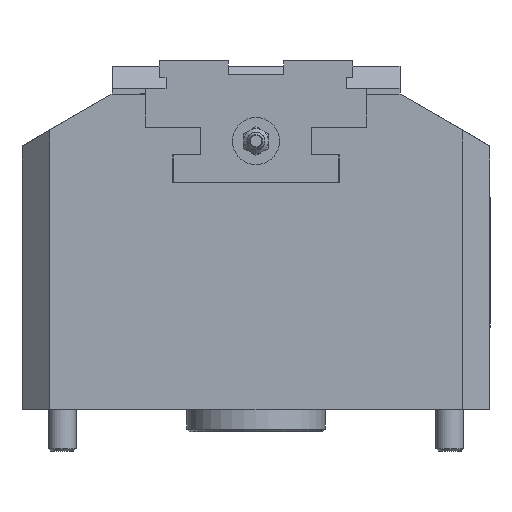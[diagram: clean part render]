
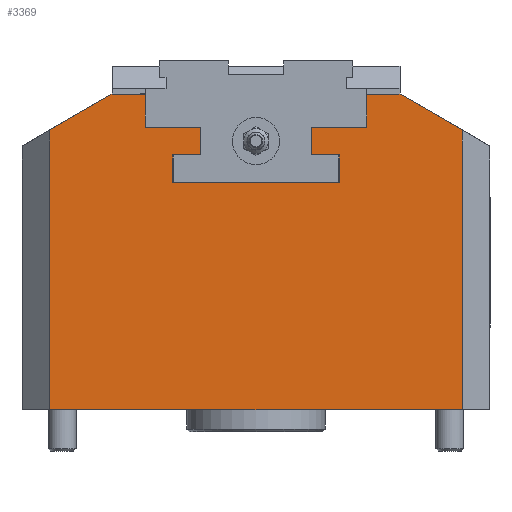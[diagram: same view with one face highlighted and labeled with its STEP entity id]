
A CAD part, front view. The second image highlights one B-rep face of the part: STEP entity #3369.
In plain terms, the highlighted planar face has unit normal (0, -1, 0).
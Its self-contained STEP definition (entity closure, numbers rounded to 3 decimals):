
#2511=CARTESIAN_POINT('',(30.,-125.0,19.));
#2512=VERTEX_POINT('',#2511);
#2519=CARTESIAN_POINT('',(30.0,-125.0,29.));
#2520=VERTEX_POINT('',#2519);
#2521=CARTESIAN_POINT('',(30.,-125.0,29.));
#2522=DIRECTION('',(0.0,0.0,-1.0));
#2523=VECTOR('',#2522,10.0);
#2524=LINE('',#2521,#2523);
#2525=EDGE_CURVE('',#2520,#2512,#2524,.T.);
#2543=CARTESIAN_POINT('',(29.95,-125.0,19.));
#2544=VERTEX_POINT('',#2543);
#2551=CARTESIAN_POINT('',(30.,-125.0,19.));
#2552=DIRECTION('',(-1.0,0.0,0.0));
#2553=VECTOR('',#2552,0.05);
#2554=LINE('',#2551,#2553);
#2555=EDGE_CURVE('',#2512,#2544,#2554,.T.);
#2598=CARTESIAN_POINT('',(-30.0,-125.0,19.));
#2599=VERTEX_POINT('',#2598);
#2606=CARTESIAN_POINT('',(-29.95,-125.0,19.));
#2607=VERTEX_POINT('',#2606);
#2608=CARTESIAN_POINT('',(-29.95,-125.,19.));
#2609=DIRECTION('',(-1.0,0.0,0.0));
#2610=VECTOR('',#2609,0.05);
#2611=LINE('',#2608,#2610);
#2612=EDGE_CURVE('',#2607,#2599,#2611,.T.);
#2644=CARTESIAN_POINT('',(-30.0,-125.0,29.));
#2645=VERTEX_POINT('',#2644);
#2652=CARTESIAN_POINT('',(-30.0,-125.0,19.));
#2653=DIRECTION('',(0.0,0.0,1.0));
#2654=VECTOR('',#2653,10.0);
#2655=LINE('',#2652,#2654);
#2656=EDGE_CURVE('',#2599,#2645,#2655,.T.);
#2693=CARTESIAN_POINT('',(-20.,-125.0,39.));
#2694=VERTEX_POINT('',#2693);
#2701=CARTESIAN_POINT('',(-20.0,-125.0,29.));
#2702=VERTEX_POINT('',#2701);
#2703=CARTESIAN_POINT('',(-20.,-125.0,29.));
#2704=DIRECTION('',(0.0,0.0,1.0));
#2705=VECTOR('',#2704,10.0);
#2706=LINE('',#2703,#2705);
#2707=EDGE_CURVE('',#2702,#2694,#2706,.T.);
#2765=CARTESIAN_POINT('',(20.0,-125.0,29.));
#2766=VERTEX_POINT('',#2765);
#2773=CARTESIAN_POINT('',(20.0,-125.0,39.));
#2774=VERTEX_POINT('',#2773);
#2775=CARTESIAN_POINT('',(20.0,-125.0,39.));
#2776=DIRECTION('',(0.0,0.0,-1.0));
#2777=VECTOR('',#2776,10.);
#2778=LINE('',#2775,#2777);
#2779=EDGE_CURVE('',#2774,#2766,#2778,.T.);
#3063=CARTESIAN_POINT('',(-74.5,-125.,38.01));
#3064=VERTEX_POINT('',#3063);
#3072=CARTESIAN_POINT('',(-74.5,-125.,-63.0));
#3073=VERTEX_POINT('',#3072);
#3080=CARTESIAN_POINT('',(-74.5,-125.,-63.0));
#3081=DIRECTION('',(0.0,0.0,1.0));
#3082=VECTOR('',#3081,101.01);
#3083=LINE('',#3080,#3082);
#3084=EDGE_CURVE('',#3073,#3064,#3083,.T.);
#3245=CARTESIAN_POINT('',(107.703,-125.,51.));
#3246=DIRECTION('',(0.0,1.0,0.0));
#3247=DIRECTION('',(0.0,0.0,1.0));
#3248=AXIS2_PLACEMENT_3D('',#3245,#3246,#3247);
#3249=PLANE('',#3248);
#3250=CARTESIAN_POINT('',(74.5,-125.,38.01));
#3251=VERTEX_POINT('',#3250);
#3252=CARTESIAN_POINT('',(52.,-125.,51.));
#3253=VERTEX_POINT('',#3252);
#3254=CARTESIAN_POINT('',(74.5,-125.,38.01));
#3255=DIRECTION('',(-0.866,0.0,0.5));
#3256=VECTOR('',#3255,25.981);
#3257=LINE('',#3254,#3256);
#3258=EDGE_CURVE('',#3251,#3253,#3257,.T.);
#3259=ORIENTED_EDGE('',*,*,#3258,.T.);
#3260=CARTESIAN_POINT('',(40.0,-125.0,51.));
#3261=VERTEX_POINT('',#3260);
#3262=CARTESIAN_POINT('',(40.0,-125.0,51.));
#3263=DIRECTION('',(1.0,0.0,0.0));
#3264=VECTOR('',#3263,12.);
#3265=LINE('',#3262,#3264);
#3266=EDGE_CURVE('',#3261,#3253,#3265,.T.);
#3267=ORIENTED_EDGE('',*,*,#3266,.F.);
#3268=CARTESIAN_POINT('',(40.,-125.0,39.));
#3269=VERTEX_POINT('',#3268);
#3270=CARTESIAN_POINT('',(40.0,-125.0,51.));
#3271=DIRECTION('',(0.0,0.0,-1.0));
#3272=VECTOR('',#3271,12.0);
#3273=LINE('',#3270,#3272);
#3274=EDGE_CURVE('',#3261,#3269,#3273,.T.);
#3275=ORIENTED_EDGE('',*,*,#3274,.T.);
#3276=CARTESIAN_POINT('',(40.,-125.,39.));
#3277=DIRECTION('',(-1.0,0.0,0.0));
#3278=VECTOR('',#3277,20.);
#3279=LINE('',#3276,#3278);
#3280=EDGE_CURVE('',#3269,#2774,#3279,.T.);
#3281=ORIENTED_EDGE('',*,*,#3280,.T.);
#3282=ORIENTED_EDGE('',*,*,#2779,.T.);
#3283=CARTESIAN_POINT('',(29.95,-125.,29.));
#3284=VERTEX_POINT('',#3283);
#3285=CARTESIAN_POINT('',(20.,-125.0,29.));
#3286=DIRECTION('',(1.0,0.0,0.0));
#3287=VECTOR('',#3286,9.95);
#3288=LINE('',#3285,#3287);
#3289=EDGE_CURVE('',#2766,#3284,#3288,.T.);
#3290=ORIENTED_EDGE('',*,*,#3289,.T.);
#3291=CARTESIAN_POINT('',(29.95,-125.,29.));
#3292=DIRECTION('',(1.0,0.0,0.0));
#3293=VECTOR('',#3292,0.05);
#3294=LINE('',#3291,#3293);
#3295=EDGE_CURVE('',#3284,#2520,#3294,.T.);
#3296=ORIENTED_EDGE('',*,*,#3295,.T.);
#3297=ORIENTED_EDGE('',*,*,#2525,.T.);
#3298=ORIENTED_EDGE('',*,*,#2555,.T.);
#3299=CARTESIAN_POINT('',(29.95,-125.0,19.));
#3300=DIRECTION('',(-1.0,0.0,0.0));
#3301=VECTOR('',#3300,59.9);
#3302=LINE('',#3299,#3301);
#3303=EDGE_CURVE('',#2544,#2607,#3302,.T.);
#3304=ORIENTED_EDGE('',*,*,#3303,.T.);
#3305=ORIENTED_EDGE('',*,*,#2612,.T.);
#3306=ORIENTED_EDGE('',*,*,#2656,.T.);
#3307=CARTESIAN_POINT('',(-29.95,-125.0,29.));
#3308=VERTEX_POINT('',#3307);
#3309=CARTESIAN_POINT('',(-30.,-125.,29.));
#3310=DIRECTION('',(1.0,0.0,0.0));
#3311=VECTOR('',#3310,0.05);
#3312=LINE('',#3309,#3311);
#3313=EDGE_CURVE('',#2645,#3308,#3312,.T.);
#3314=ORIENTED_EDGE('',*,*,#3313,.T.);
#3315=CARTESIAN_POINT('',(-29.95,-125.,29.));
#3316=DIRECTION('',(1.0,0.0,0.0));
#3317=VECTOR('',#3316,9.95);
#3318=LINE('',#3315,#3317);
#3319=EDGE_CURVE('',#3308,#2702,#3318,.T.);
#3320=ORIENTED_EDGE('',*,*,#3319,.T.);
#3321=ORIENTED_EDGE('',*,*,#2707,.T.);
#3322=CARTESIAN_POINT('',(-40.0,-125.,39.));
#3323=VERTEX_POINT('',#3322);
#3324=CARTESIAN_POINT('',(-20.,-125.,39.));
#3325=DIRECTION('',(-1.0,0.0,0.0));
#3326=VECTOR('',#3325,20.0);
#3327=LINE('',#3324,#3326);
#3328=EDGE_CURVE('',#2694,#3323,#3327,.T.);
#3329=ORIENTED_EDGE('',*,*,#3328,.T.);
#3330=CARTESIAN_POINT('',(-40.,-125.,51.));
#3331=VERTEX_POINT('',#3330);
#3332=CARTESIAN_POINT('',(-40.,-125.0,39.));
#3333=DIRECTION('',(0.0,0.0,1.0));
#3334=VECTOR('',#3333,12.);
#3335=LINE('',#3332,#3334);
#3336=EDGE_CURVE('',#3323,#3331,#3335,.T.);
#3337=ORIENTED_EDGE('',*,*,#3336,.T.);
#3338=CARTESIAN_POINT('',(-52.,-125.0,51.));
#3339=VERTEX_POINT('',#3338);
#3340=CARTESIAN_POINT('',(-52.,-125.,51.));
#3341=DIRECTION('',(1.0,0.0,0.0));
#3342=VECTOR('',#3341,12.0);
#3343=LINE('',#3340,#3342);
#3344=EDGE_CURVE('',#3339,#3331,#3343,.T.);
#3345=ORIENTED_EDGE('',*,*,#3344,.F.);
#3346=CARTESIAN_POINT('',(-52.,-125.,51.));
#3347=DIRECTION('',(-0.866,0.0,-0.5));
#3348=VECTOR('',#3347,25.981);
#3349=LINE('',#3346,#3348);
#3350=EDGE_CURVE('',#3339,#3064,#3349,.T.);
#3351=ORIENTED_EDGE('',*,*,#3350,.T.);
#3352=ORIENTED_EDGE('',*,*,#3084,.F.);
#3353=CARTESIAN_POINT('',(74.5,-125.,-63.0));
#3354=VERTEX_POINT('',#3353);
#3355=CARTESIAN_POINT('',(-74.5,-125.,-63.0));
#3356=DIRECTION('',(1.0,0.0,0.0));
#3357=VECTOR('',#3356,149.);
#3358=LINE('',#3355,#3357);
#3359=EDGE_CURVE('',#3073,#3354,#3358,.T.);
#3360=ORIENTED_EDGE('',*,*,#3359,.T.);
#3361=CARTESIAN_POINT('',(74.5,-125.,38.01));
#3362=DIRECTION('',(0.0,0.0,-1.0));
#3363=VECTOR('',#3362,101.01);
#3364=LINE('',#3361,#3363);
#3365=EDGE_CURVE('',#3251,#3354,#3364,.T.);
#3366=ORIENTED_EDGE('',*,*,#3365,.F.);
#3367=EDGE_LOOP('',(#3259,#3267,#3275,#3281,#3282,#3290,#3296,#3297,#3298,#3304,#3305,#3306,#3314,#3320,#3321,#3329,#3337,#3345,#3351,#3352,#3360,#3366));
#3368=FACE_OUTER_BOUND('',#3367,.T.);
#3369=ADVANCED_FACE('',(#3368),#3249,.F.);
